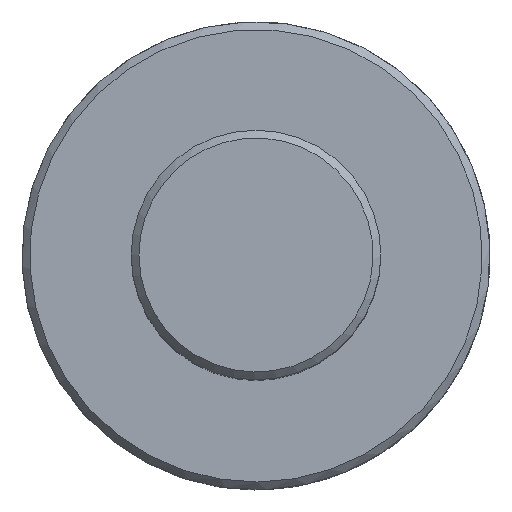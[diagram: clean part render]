
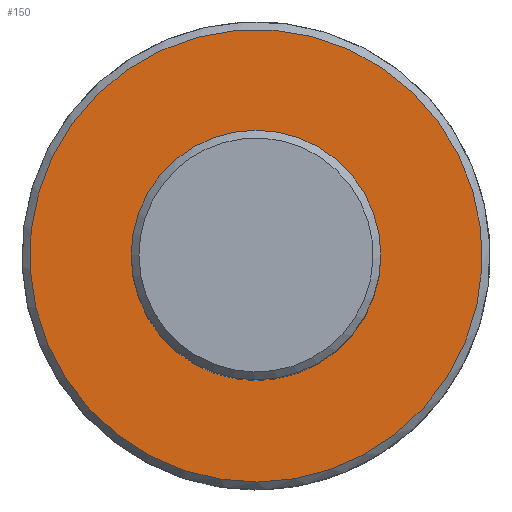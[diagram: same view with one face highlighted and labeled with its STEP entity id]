
A CAD part, top view. The second image highlights one B-rep face of the part: STEP entity #150.
In plain terms, the highlighted planar face has unit normal (0, 0, 1).
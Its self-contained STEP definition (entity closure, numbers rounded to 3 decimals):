
#150=ADVANCED_FACE('',(#196),#179,.F.);
#179=PLANE('',#500);
#196=FACE_OUTER_BOUND('',#217,.T.);
#217=EDGE_LOOP('',(#254));
#254=ORIENTED_EDGE('',*,*,#405,.T.);
#366=VERTEX_POINT('',#686);
#405=EDGE_CURVE('',#366,#366,#461,.T.);
#461=CIRCLE('',#499,14.5);
#499=AXIS2_PLACEMENT_3D('',#685,#554,#555);
#500=AXIS2_PLACEMENT_3D('',#687,#556,#557);
#554=DIRECTION('',(0.,0.,1.));
#555=DIRECTION('',(0.618,-0.786,0.));
#556=DIRECTION('',(0.,0.,-1.));
#557=DIRECTION('',(0.,-1.,0.));
#685=CARTESIAN_POINT('',(0.,0.,0.));
#686=CARTESIAN_POINT('',(8.96,-11.4,0.));
#687=CARTESIAN_POINT('',(0.,0.,0.));
